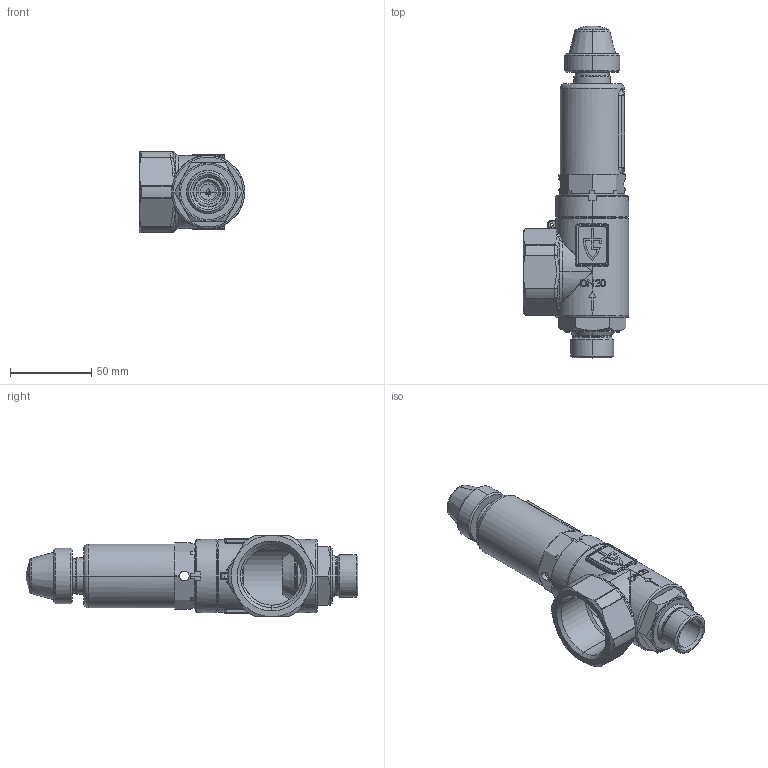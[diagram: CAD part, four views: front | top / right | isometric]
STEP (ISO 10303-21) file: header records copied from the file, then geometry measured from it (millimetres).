
FILE_DESCRIPTION (( 'STEP AP214' ), '1' );
FILE_NAME ('451bXK-20-m+f-20+32 Dummy.STEP', '2016-02-12T11:13:28', ( '' ), ( '' ), 'SwSTEP 2.0', 'SolidWorks 2014', '' );
FILE_SCHEMA (( 'AUTOMOTIVE_DESIGN' ));
Length unit declared in the file: millimetre
Products named in the file (1): 451bXK-20-m+f-20+32 Dummy
Bounding box: 65 x 204.5 x 50 mm (x, y, z)
Volume: 118590.1 mm3; surface area: 67434.9 mm2
Topology: 7 solids, 7 shells, 777 faces, 1953 edges, 1198 vertices
Faces by surface type: plane 230, cylinder 226, bspline 138, cone 110, torus 59, sphere 14
Entity records: 38052 total; most frequent: CARTESIAN_POINT 12041, ORIENTED_EDGE 3874, DIRECTION 3351, EDGE_CURVE 1937, AXIS2_PLACEMENT_3D 1314, VERTEX_POINT 1198, EDGE_LOOP 821, UNCERTAINTY_MEASURE_WITH_UNIT 786
